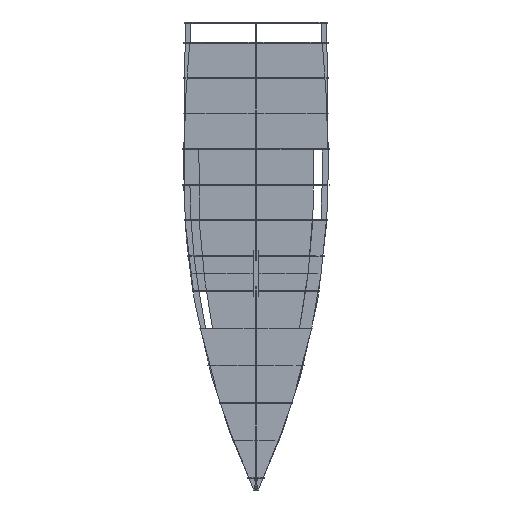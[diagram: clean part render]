
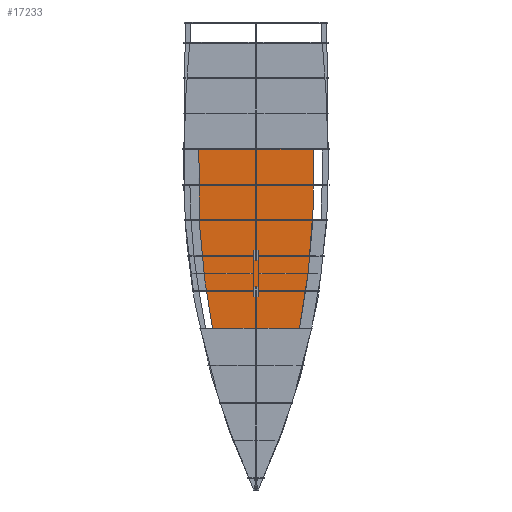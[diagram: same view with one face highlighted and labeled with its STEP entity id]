
A CAD part, front view. The second image highlights one B-rep face of the part: STEP entity #17233.
In plain terms, the highlighted free-form (B-spline) face has degree [1, 1] with [2, 2] control points.
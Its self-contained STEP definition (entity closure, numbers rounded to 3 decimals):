
#17175 = VERTEX_POINT('',#17176);
#17176 = CARTESIAN_POINT('',(1065.415,-121.934,
    -7516.891));
#17181 = EDGE_CURVE('',#17182,#17175,#17184,.T.);
#17182 = VERTEX_POINT('',#17183);
#17183 = CARTESIAN_POINT('',(-1065.415,-121.934,
    -7516.891));
#17184 = B_SPLINE_CURVE_WITH_KNOTS('',1,(#17185,#17186),.UNSPECIFIED.,
  .F.,.F.,(2,2),(0.,1485.395),.PIECEWISE_BEZIER_KNOTS.);
#17185 = CARTESIAN_POINT('',(-1065.415,-121.934,
    -7516.891));
#17186 = CARTESIAN_POINT('',(1065.415,-121.934,
    -7516.891));
#17202 = VERTEX_POINT('',#17203);
#17203 = CARTESIAN_POINT('',(1402.986,-121.934,
    -3112.911));
#17218 = VERTEX_POINT('',#17219);
#17219 = CARTESIAN_POINT('',(-1402.986,-121.934,
    -3112.911));
#17224 = EDGE_CURVE('',#17218,#17202,#17225,.T.);
#17225 = B_SPLINE_CURVE_WITH_KNOTS('',1,(#17226,#17227),.UNSPECIFIED.,
  .F.,.F.,(2,2),(-1956.033,0.),.PIECEWISE_BEZIER_KNOTS.);
#17226 = CARTESIAN_POINT('',(-1402.986,-121.934,
    -3112.911));
#17227 = CARTESIAN_POINT('',(1402.986,-121.934,
    -3112.911));
#17233 = ADVANCED_FACE('',(#17234),#17262,.T.);
#17234 = FACE_BOUND('',#17235,.T.);
#17235 = EDGE_LOOP('',(#17236,#17237,#17249,#17250));
#17236 = ORIENTED_EDGE('',*,*,#17224,.F.);
#17237 = ORIENTED_EDGE('',*,*,#17238,.T.);
#17238 = EDGE_CURVE('',#17218,#17182,#17239,.T.);
#17239 = B_SPLINE_CURVE_WITH_KNOTS('',3,(#17240,#17241,#17242,#17243,
    #17244,#17245,#17246,#17247,#17248),.UNSPECIFIED.,.F.,.F.,(4,1,1,1,1
    ,1,4),(0.,0.198,0.396,0.594,
    0.692,0.79,1.),.UNSPECIFIED.);
#17240 = CARTESIAN_POINT('',(-1402.986,-121.934,
    -3112.911));
#17241 = CARTESIAN_POINT('',(-1411.488,-121.934,
    -3404.653));
#17242 = CARTESIAN_POINT('',(-1416.897,-121.934,
    -3988.029));
#17243 = CARTESIAN_POINT('',(-1392.418,-121.934,
    -4863.766));
#17244 = CARTESIAN_POINT('',(-1339.438,-121.934,
    -5590.645));
#17245 = CARTESIAN_POINT('',(-1277.037,-121.934,
    -6168.867));
#17246 = CARTESIAN_POINT('',(-1200.343,-121.934,
    -6762.888));
#17247 = CARTESIAN_POINT('',(-1120.211,-121.934,
    -7211.407));
#17248 = CARTESIAN_POINT('',(-1065.415,-121.934,
    -7516.891));
#17249 = ORIENTED_EDGE('',*,*,#17181,.T.);
#17250 = ORIENTED_EDGE('',*,*,#17251,.T.);
#17251 = EDGE_CURVE('',#17175,#17202,#17252,.T.);
#17252 = B_SPLINE_CURVE_WITH_KNOTS('',3,(#17253,#17254,#17255,#17256,
    #17257,#17258,#17259,#17260,#17261),.UNSPECIFIED.,.F.,.F.,(4,1,1,1,1
    ,1,4),(0.,0.21,0.308,0.406,
    0.604,0.802,1.),.UNSPECIFIED.);
#17253 = CARTESIAN_POINT('',(1065.415,-121.934,
    -7516.891));
#17254 = CARTESIAN_POINT('',(1120.211,-121.934,
    -7211.407));
#17255 = CARTESIAN_POINT('',(1200.343,-121.934,
    -6762.888));
#17256 = CARTESIAN_POINT('',(1277.037,-121.934,
    -6168.867));
#17257 = CARTESIAN_POINT('',(1339.438,-121.934,
    -5590.645));
#17258 = CARTESIAN_POINT('',(1392.418,-121.934,
    -4863.766));
#17259 = CARTESIAN_POINT('',(1416.897,-121.934,
    -3988.029));
#17260 = CARTESIAN_POINT('',(1411.488,-121.934,
    -3404.653));
#17261 = CARTESIAN_POINT('',(1402.986,-121.934,
    -3112.911));
#17262 = B_SPLINE_SURFACE_WITH_KNOTS('',1,1,(
    (#17263,#17264)
    ,(#17265,#17266
    )),.UNSPECIFIED.,.F.,.F.,.F.,(2,2),(2,2),(-9.698,
    1965.731),(0.,3070.),.PIECEWISE_BEZIER_KNOTS.);
#17263 = CARTESIAN_POINT('',(1416.897,-121.934,
    -3112.911));
#17264 = CARTESIAN_POINT('',(1416.897,-121.934,
    -7516.891));
#17265 = CARTESIAN_POINT('',(-1416.897,-121.934,
    -3112.911));
#17266 = CARTESIAN_POINT('',(-1416.897,-121.934,
    -7516.891));
